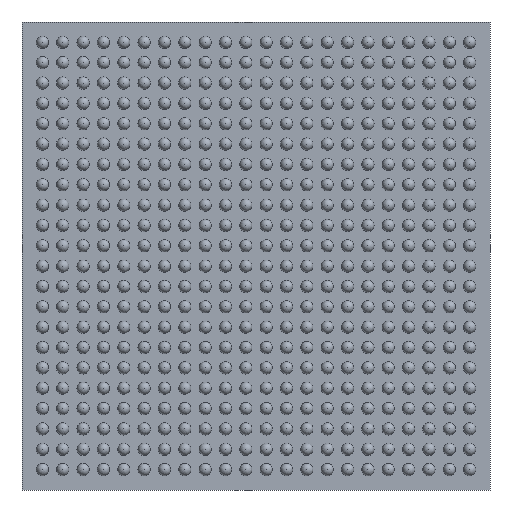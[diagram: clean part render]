
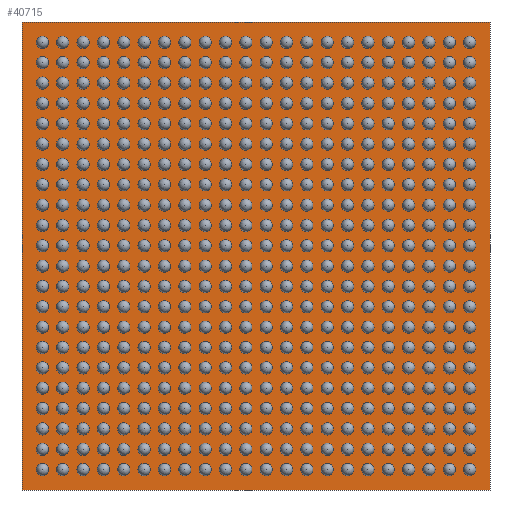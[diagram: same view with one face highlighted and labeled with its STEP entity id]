
A CAD part, front view. The second image highlights one B-rep face of the part: STEP entity #40715.
In plain terms, the highlighted planar face has unit normal (0, -1, 0).
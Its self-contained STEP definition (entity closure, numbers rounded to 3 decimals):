
#756 = CARTESIAN_POINT ( 'NONE',  ( -11.5, 0.5, 11.5 ) ) ;
#2205 = VECTOR ( 'NONE', #22676, 1000. ) ;
#2247 = DIRECTION ( 'NONE',  ( 0., 0., -1. ) ) ;
#3537 = DIRECTION ( 'NONE',  ( -1., 0., 0. ) ) ;
#4474 = VERTEX_POINT ( 'NONE', #16441 ) ;
#4937 = CARTESIAN_POINT ( 'NONE',  ( 11.5, 0.5, -11.5 ) ) ;
#6960 = CARTESIAN_POINT ( 'NONE',  ( -11.5, 0.5, -11.5 ) ) ;
#7970 = PLANE ( 'NONE',  #23948 ) ;
#8253 = FACE_OUTER_BOUND ( 'NONE', #25664, .T. ) ;
#8399 = DIRECTION ( 'NONE',  ( 0., 0., -1. ) ) ;
#10122 = CARTESIAN_POINT ( 'NONE',  ( -11.5, 0.5, 11.5 ) ) ;
#10545 = VERTEX_POINT ( 'NONE', #4937 ) ;
#12947 = VECTOR ( 'NONE', #2247, 1000. ) ;
#13410 = LINE ( 'NONE', #36911, #12947 ) ;
#16441 = CARTESIAN_POINT ( 'NONE',  ( -11.5, 0.5, 11.5 ) ) ;
#18059 = VECTOR ( 'NONE', #29195, 1000. ) ;
#18601 = LINE ( 'NONE', #10122, #2205 ) ;
#18750 = LINE ( 'NONE', #6960, #28191 ) ;
#19530 = LINE ( 'NONE', #756, #18059 ) ;
#20486 = ORIENTED_EDGE ( 'NONE', *, *, #27020, .F. ) ;
#22676 = DIRECTION ( 'NONE',  ( 1., 0., 0. ) ) ;
#23742 = EDGE_CURVE ( 'NONE', #24746, #10545, #13410, .T. ) ;
#23948 = AXIS2_PLACEMENT_3D ( 'NONE', #40175, #36715, #8399 ) ;
#24746 = VERTEX_POINT ( 'NONE', #30592 ) ;
#25664 = EDGE_LOOP ( 'NONE', ( #27991, #20486, #34548, #30253 ) ) ;
#27020 = EDGE_CURVE ( 'NONE', #4474, #24746, #18601, .T. ) ;
#27991 = ORIENTED_EDGE ( 'NONE', *, *, #23742, .F. ) ;
#28191 = VECTOR ( 'NONE', #3537, 1000. ) ;
#29195 = DIRECTION ( 'NONE',  ( 0., 0., 1. ) ) ;
#30253 = ORIENTED_EDGE ( 'NONE', *, *, #30974, .F. ) ;
#30592 = CARTESIAN_POINT ( 'NONE',  ( 11.5, 0.5, 11.5 ) ) ;
#30974 = EDGE_CURVE ( 'NONE', #10545, #35058, #18750, .T. ) ;
#34450 = EDGE_CURVE ( 'NONE', #35058, #4474, #19530, .T. ) ;
#34548 = ORIENTED_EDGE ( 'NONE', *, *, #34450, .F. ) ;
#35058 = VERTEX_POINT ( 'NONE', #36207 ) ;
#36207 = CARTESIAN_POINT ( 'NONE',  ( -11.5, 0.5, -11.5 ) ) ;
#36715 = DIRECTION ( 'NONE',  ( 0., -1., 0. ) ) ;
#36911 = CARTESIAN_POINT ( 'NONE',  ( 11.5, 0.5, 11.5 ) ) ;
#40175 = CARTESIAN_POINT ( 'NONE',  ( 0., 0.5, 0. ) ) ;
#40715 = ADVANCED_FACE ( 'NONE', ( #8253 ), #7970, .T. ) ;
